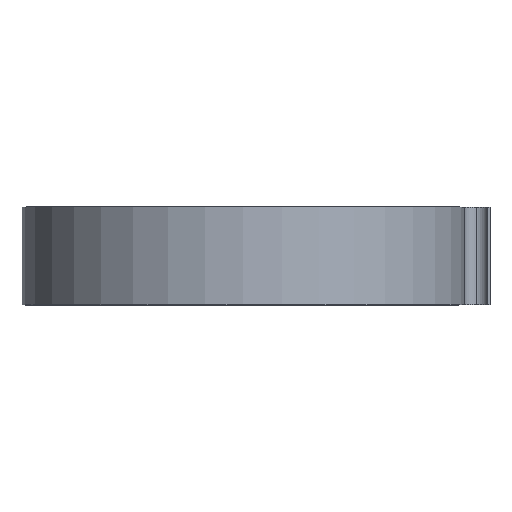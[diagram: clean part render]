
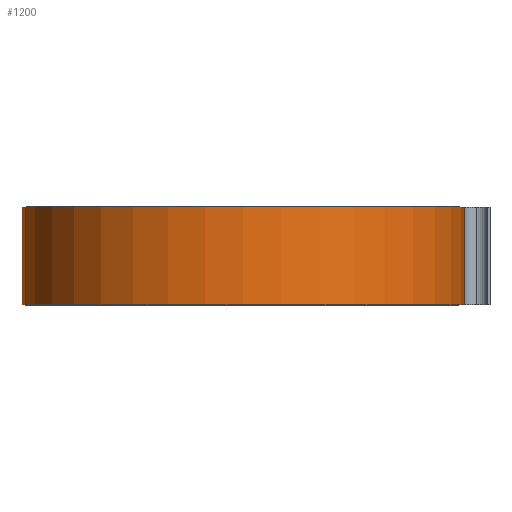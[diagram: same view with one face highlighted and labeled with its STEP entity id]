
A CAD part, top view. The second image highlights one B-rep face of the part: STEP entity #1200.
In plain terms, the highlighted cylindrical face has radius 56.499 mm (diameter 112.998 mm), a partial arc.
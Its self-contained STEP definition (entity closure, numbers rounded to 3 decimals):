
#315 = CARTESIAN_POINT ( 'NONE',  ( 56.499, 25., 0. ) ) ;
#460 = AXIS2_PLACEMENT_3D ( 'NONE', #2716, #1525, #3142 ) ;
#882 = CARTESIAN_POINT ( 'NONE',  ( 56.499, 0., 0. ) ) ;
#1125 = EDGE_LOOP ( 'NONE', ( #4795, #2503, #1253, #2001 ) ) ;
#1200 = ADVANCED_FACE ( 'NONE', ( #2618 ), #2568, .T. ) ;
#1233 = CIRCLE ( 'NONE', #4770, 56.499 ) ;
#1253 = ORIENTED_EDGE ( 'NONE', *, *, #4206, .F. ) ;
#1525 = DIRECTION ( 'NONE',  ( 0., 1., 0. ) ) ;
#1559 = EDGE_CURVE ( 'NONE', #4387, #2316, #4997, .T. ) ;
#1720 = DIRECTION ( 'NONE',  ( 0., 0., -1. ) ) ;
#2001 = ORIENTED_EDGE ( 'NONE', *, *, #1559, .T. ) ;
#2253 = DIRECTION ( 'NONE',  ( 0., -1., 0. ) ) ;
#2316 = VERTEX_POINT ( 'NONE', #4356 ) ;
#2503 = ORIENTED_EDGE ( 'NONE', *, *, #4093, .F. ) ;
#2568 = CYLINDRICAL_SURFACE ( 'NONE', #3771, 56.499 ) ;
#2609 = CARTESIAN_POINT ( 'NONE',  ( -56.499, 25., 0. ) ) ;
#2618 = FACE_OUTER_BOUND ( 'NONE', #1125, .T. ) ;
#2650 = CIRCLE ( 'NONE', #460, 56.499 ) ;
#2716 = CARTESIAN_POINT ( 'NONE',  ( 0., 25., 0. ) ) ;
#2760 = VECTOR ( 'NONE', #4197, 1000. ) ;
#2963 = CARTESIAN_POINT ( 'NONE',  ( -56.499, 25., 0. ) ) ;
#3058 = VERTEX_POINT ( 'NONE', #4137 ) ;
#3142 = DIRECTION ( 'NONE',  ( 1., 0., 0. ) ) ;
#3295 = DIRECTION ( 'NONE',  ( 0., 1., 0. ) ) ;
#3388 = CARTESIAN_POINT ( 'NONE',  ( 0., 25., 0. ) ) ;
#3486 = LINE ( 'NONE', #315, #4413 ) ;
#3771 = AXIS2_PLACEMENT_3D ( 'NONE', #3388, #2253, #1720 ) ;
#4093 = EDGE_CURVE ( 'NONE', #3058, #5160, #3486, .T. ) ;
#4137 = CARTESIAN_POINT ( 'NONE',  ( 56.499, 25., 0. ) ) ;
#4185 = DIRECTION ( 'NONE',  ( 1., 0., 0. ) ) ;
#4197 = DIRECTION ( 'NONE',  ( 0., -1., 0. ) ) ;
#4206 = EDGE_CURVE ( 'NONE', #4387, #3058, #2650, .T. ) ;
#4300 = DIRECTION ( 'NONE',  ( 0., -1., 0. ) ) ;
#4356 = CARTESIAN_POINT ( 'NONE',  ( -56.499, 0., 0. ) ) ;
#4387 = VERTEX_POINT ( 'NONE', #2609 ) ;
#4413 = VECTOR ( 'NONE', #4300, 1000. ) ;
#4770 = AXIS2_PLACEMENT_3D ( 'NONE', #4989, #3295, #4185 ) ;
#4786 = EDGE_CURVE ( 'NONE', #2316, #5160, #1233, .T. ) ;
#4795 = ORIENTED_EDGE ( 'NONE', *, *, #4786, .T. ) ;
#4989 = CARTESIAN_POINT ( 'NONE',  ( 0., 0., 0. ) ) ;
#4997 = LINE ( 'NONE', #2963, #2760 ) ;
#5160 = VERTEX_POINT ( 'NONE', #882 ) ;
